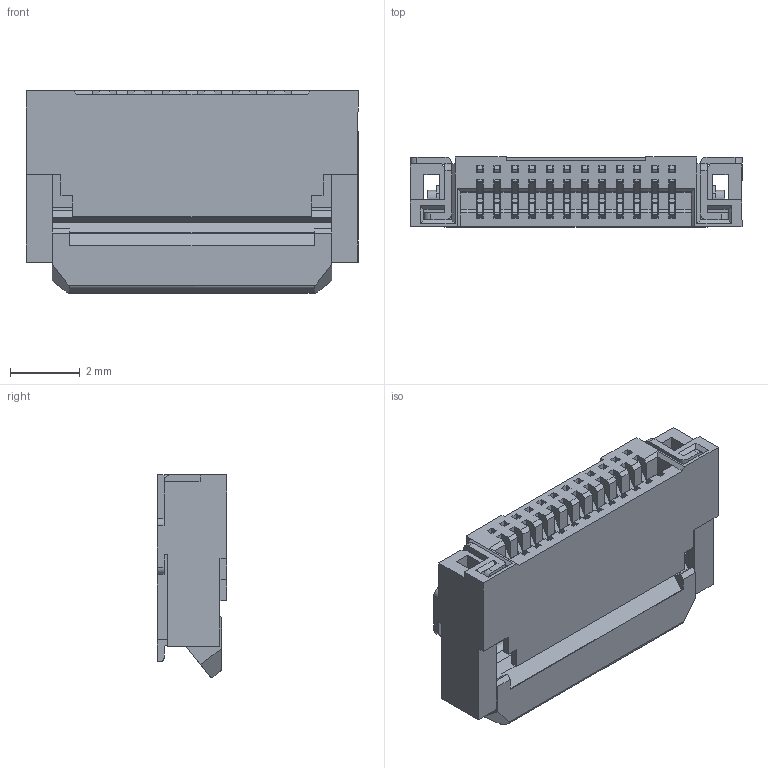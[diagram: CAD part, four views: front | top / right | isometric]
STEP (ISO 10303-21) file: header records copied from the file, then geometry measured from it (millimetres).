
FILE_DESCRIPTION (( 'STEP AP214' ), '1' );
FILE_NAME ('FFC05036-12SBD113W5M-REF.STEP', '2025-03-04T05:50:01', ( '' ), ( '' ), 'SwSTEP 2.0', 'SolidWorks 2021', '' );
FILE_SCHEMA (( 'AUTOMOTIVE_DESIGN' ));
Length unit declared in the file: millimetre
Products named in the file (1): FFC05036-12SBD113W5M-REF
Bounding box: 9.5 x 2 x 5.79 mm (x, y, z)
Volume: 61.4 mm3; surface area: 453.9 mm2
Topology: 1 solids, 1 shells, 899 faces, 3070 edges, 2026 vertices
Faces by surface type: plane 614, cylinder 285
Entity records: 33376 total; most frequent: ORIENTED_EDGE 6140, CARTESIAN_POINT 6008, DIRECTION 5436, EDGE_CURVE 3070, VECTOR 2496, LINE 2496, VERTEX_POINT 2026, AXIS2_PLACEMENT_3D 1470
